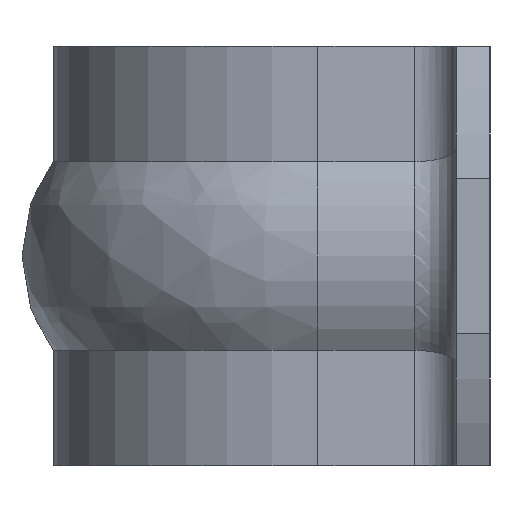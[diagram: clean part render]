
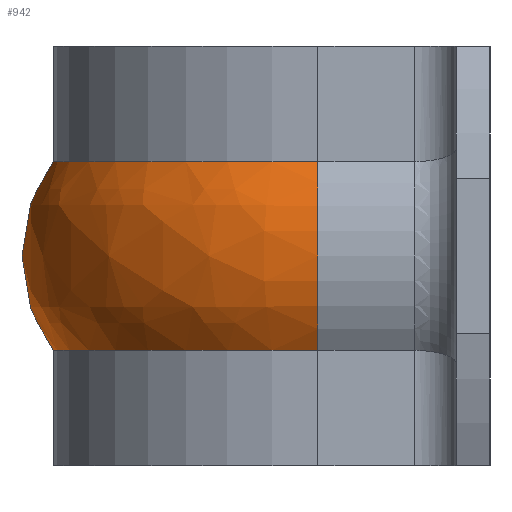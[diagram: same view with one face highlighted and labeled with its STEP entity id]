
A CAD part, left-side view. The second image highlights one B-rep face of the part: STEP entity #942.
In plain terms, the highlighted free-form (B-spline) face has degree [2, 2] with [3, 5] control points.
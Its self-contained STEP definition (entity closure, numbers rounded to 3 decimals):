
#15=(
BOUNDED_SURFACE()
B_SPLINE_SURFACE(2,2,((#1912,#1913,#1914,#1915,#1916),(#1917,#1918,#1919,
#1920,#1921),(#1922,#1923,#1924,#1925,#1926)),.UNSPECIFIED.,.F.,.F.,.F.)
B_SPLINE_SURFACE_WITH_KNOTS((3,3),(3,2,3),(-0.644,0.644),
(0.,1.571,3.142),.UNSPECIFIED.)
GEOMETRIC_REPRESENTATION_ITEM()
RATIONAL_B_SPLINE_SURFACE(((1.,0.707,1.,0.707,1.),
(0.8,0.566,0.8,0.566,0.8),(1.,0.707,
1.,0.707,1.)))
REPRESENTATION_ITEM('')
SURFACE()
);
#106=FACE_OUTER_BOUND('',#164,.T.);
#164=EDGE_LOOP('',(#841,#842,#843,#844));
#358=CIRCLE('',#1031,3.75);
#362=CIRCLE('',#1041,3.75);
#370=CIRCLE('',#1061,6.3);
#372=CIRCLE('',#1066,6.3);
#436=VERTEX_POINT('',#1796);
#437=VERTEX_POINT('',#1800);
#445=VERTEX_POINT('',#1856);
#447=VERTEX_POINT('',#1862);
#552=EDGE_CURVE('',#436,#437,#358,.T.);
#568=EDGE_CURVE('',#447,#445,#362,.T.);
#589=EDGE_CURVE('',#436,#447,#370,.T.);
#591=EDGE_CURVE('',#437,#445,#372,.T.);
#841=ORIENTED_EDGE('',*,*,#552,.T.);
#842=ORIENTED_EDGE('',*,*,#591,.T.);
#843=ORIENTED_EDGE('',*,*,#568,.F.);
#844=ORIENTED_EDGE('',*,*,#589,.F.);
#942=ADVANCED_FACE('',(#106),#15,.F.);
#1031=AXIS2_PLACEMENT_3D('',#1802,#1251,#1252);
#1041=AXIS2_PLACEMENT_3D('',#1864,#1281,#1282);
#1061=AXIS2_PLACEMENT_3D('',#1906,#1334,#1335);
#1066=AXIS2_PLACEMENT_3D('',#1911,#1344,#1345);
#1251=DIRECTION('center_axis',(0.,1.,0.));
#1252=DIRECTION('ref_axis',(0.8,0.,-0.6));
#1281=DIRECTION('center_axis',(0.,-1.,0.));
#1282=DIRECTION('ref_axis',(-0.8,0.,-0.6));
#1334=DIRECTION('center_axis',(0.,0.,1.));
#1335=DIRECTION('ref_axis',(1.,0.,0.));
#1344=DIRECTION('center_axis',(0.,0.,1.));
#1345=DIRECTION('ref_axis',(1.,0.,0.));
#1796=CARTESIAN_POINT('',(6.3,-6.3,2.25));
#1800=CARTESIAN_POINT('',(6.3,-6.3,-2.25));
#1802=CARTESIAN_POINT('Origin',(3.3,-6.3,0.));
#1856=CARTESIAN_POINT('',(-6.3,-6.3,-2.25));
#1862=CARTESIAN_POINT('',(-6.3,-6.3,2.25));
#1864=CARTESIAN_POINT('Origin',(-3.3,-6.3,0.));
#1906=CARTESIAN_POINT('Origin',(0.,-6.3,2.25));
#1911=CARTESIAN_POINT('Origin',(0.,-6.3,-2.25));
#1912=CARTESIAN_POINT('Ctrl Pts',(6.3,-6.3,-2.25));
#1913=CARTESIAN_POINT('Ctrl Pts',(6.3,0.,-2.25));
#1914=CARTESIAN_POINT('Ctrl Pts',(0.,0.,
-2.25));
#1915=CARTESIAN_POINT('Ctrl Pts',(-6.3,0.,-2.25));
#1916=CARTESIAN_POINT('Ctrl Pts',(-6.3,-6.3,-2.25));
#1917=CARTESIAN_POINT('Ctrl Pts',(7.988,-6.3,0.));
#1918=CARTESIAN_POINT('Ctrl Pts',(7.988,1.688,0.));
#1919=CARTESIAN_POINT('Ctrl Pts',(0.,1.688,0.));
#1920=CARTESIAN_POINT('Ctrl Pts',(-7.988,1.688,0.));
#1921=CARTESIAN_POINT('Ctrl Pts',(-7.988,-6.3,0.));
#1922=CARTESIAN_POINT('Ctrl Pts',(6.3,-6.3,2.25));
#1923=CARTESIAN_POINT('Ctrl Pts',(6.3,0.,2.25));
#1924=CARTESIAN_POINT('Ctrl Pts',(0.,0.,
2.25));
#1925=CARTESIAN_POINT('Ctrl Pts',(-6.3,0.,2.25));
#1926=CARTESIAN_POINT('Ctrl Pts',(-6.3,-6.3,2.25));
